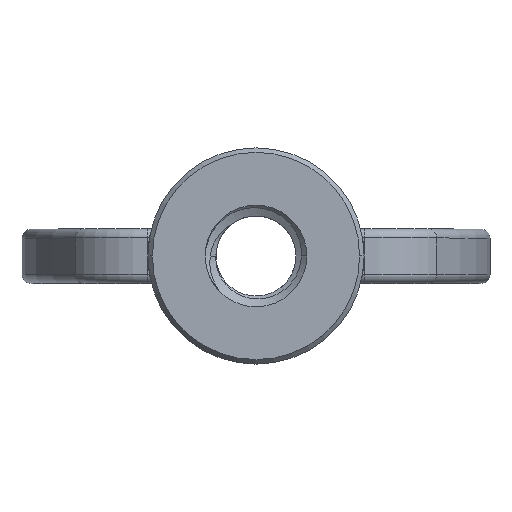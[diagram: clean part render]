
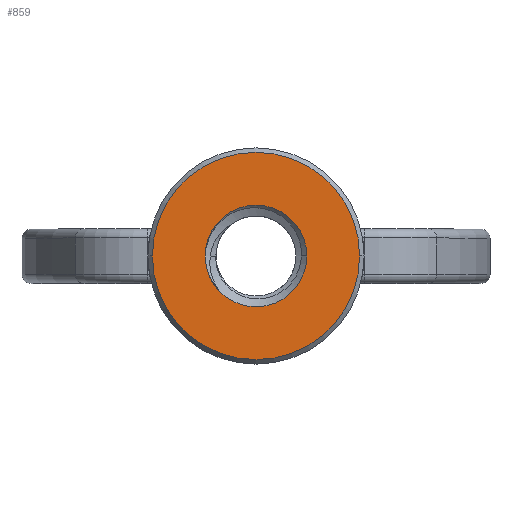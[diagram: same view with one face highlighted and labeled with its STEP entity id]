
A CAD part, top view. The second image highlights one B-rep face of the part: STEP entity #859.
In plain terms, the highlighted planar face has unit normal (0, 0, 1).
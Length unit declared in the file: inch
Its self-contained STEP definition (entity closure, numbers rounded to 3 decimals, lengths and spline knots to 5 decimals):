
#11 = EDGE_CURVE ( 'NONE', #3491, #2201, #2200, .T. ) ;
#134 = ORIENTED_EDGE ( 'NONE', *, *, #11, .F. ) ;
#156 = CARTESIAN_POINT ( 'NONE',  ( 0., 0., 0. ) ) ;
#285 = CARTESIAN_POINT ( 'NONE',  ( -0.095, 0., 0. ) ) ;
#455 = CARTESIAN_POINT ( 'NONE',  ( -0.06778, -0.06656, 0. ) ) ;
#527 = EDGE_CURVE ( 'NONE', #3327, #3491, #3438, .T. ) ;
#587 = AXIS2_PLACEMENT_3D ( 'NONE', #2594, #2648, #2104 ) ;
#627 = ORIENTED_EDGE ( 'NONE', *, *, #1995, .T. ) ;
#710 = CARTESIAN_POINT ( 'NONE',  ( 0.19378, 0., 0. ) ) ;
#762 = VERTEX_POINT ( 'NONE', #1358 ) ;
#767 = CARTESIAN_POINT ( 'NONE',  ( 0.095, 0., 0. ) ) ;
#859 = ADVANCED_FACE ( 'NONE', ( #1264, #2160 ), #1374, .T. ) ;
#925 = DIRECTION ( 'NONE',  ( 0., 0., 1. ) ) ;
#1148 = ORIENTED_EDGE ( 'NONE', *, *, #1271, .F. ) ;
#1221 = CARTESIAN_POINT ( 'NONE',  ( 0., 0., 0. ) ) ;
#1264 = FACE_OUTER_BOUND ( 'NONE', #2383, .T. ) ;
#1271 = EDGE_CURVE ( 'NONE', #2201, #3327, #3485, .T. ) ;
#1307 = ORIENTED_EDGE ( 'NONE', *, *, #2531, .T. ) ;
#1332 = ORIENTED_EDGE ( 'NONE', *, *, #527, .F. ) ;
#1358 = CARTESIAN_POINT ( 'NONE',  ( -0.19378, 0., 0. ) ) ;
#1362 = CARTESIAN_POINT ( 'NONE',  ( 0., 0., 0. ) ) ;
#1374 = PLANE ( 'NONE',  #2081 ) ;
#1448 = CIRCLE ( 'NONE', #3213, 0.19378 ) ;
#1603 = AXIS2_PLACEMENT_3D ( 'NONE', #156, #1698, #2045 ) ;
#1698 = DIRECTION ( 'NONE',  ( 0., 0., 1. ) ) ;
#1746 = DIRECTION ( 'NONE',  ( 1., 0., 0. ) ) ;
#1771 = DIRECTION ( 'NONE',  ( 0., 0., 1. ) ) ;
#1891 = DIRECTION ( 'NONE',  ( 0., 0., 1. ) ) ;
#1934 = DIRECTION ( 'NONE',  ( 1., 0., 0. ) ) ;
#1995 = EDGE_CURVE ( 'NONE', #2084, #762, #1448, .T. ) ;
#2002 = DIRECTION ( 'NONE',  ( 1., 0., 0. ) ) ;
#2045 = DIRECTION ( 'NONE',  ( 1., 0., 0. ) ) ;
#2081 = AXIS2_PLACEMENT_3D ( 'NONE', #3262, #1891, #3250 ) ;
#2084 = VERTEX_POINT ( 'NONE', #710 ) ;
#2104 = DIRECTION ( 'NONE',  ( 1., 0., 0. ) ) ;
#2160 = FACE_BOUND ( 'NONE', #2227, .T. ) ;
#2200 = CIRCLE ( 'NONE', #587, 0.095 ) ;
#2201 = VERTEX_POINT ( 'NONE', #455 ) ;
#2211 = DIRECTION ( 'NONE',  ( 0., 0., 1. ) ) ;
#2227 = EDGE_LOOP ( 'NONE', ( #1148, #134, #1332 ) ) ;
#2383 = EDGE_LOOP ( 'NONE', ( #1307, #627 ) ) ;
#2502 = AXIS2_PLACEMENT_3D ( 'NONE', #1362, #2211, #1934 ) ;
#2531 = EDGE_CURVE ( 'NONE', #762, #2084, #3441, .T. ) ;
#2594 = CARTESIAN_POINT ( 'NONE',  ( 0., 0., 0. ) ) ;
#2648 = DIRECTION ( 'NONE',  ( 0., 0., 1. ) ) ;
#3044 = AXIS2_PLACEMENT_3D ( 'NONE', #3084, #925, #2002 ) ;
#3084 = CARTESIAN_POINT ( 'NONE',  ( 0., 0., 0. ) ) ;
#3213 = AXIS2_PLACEMENT_3D ( 'NONE', #1221, #1771, #1746 ) ;
#3250 = DIRECTION ( 'NONE',  ( 1., 0., 0. ) ) ;
#3262 = CARTESIAN_POINT ( 'NONE',  ( 0., 0., 0. ) ) ;
#3327 = VERTEX_POINT ( 'NONE', #767 ) ;
#3438 = CIRCLE ( 'NONE', #2502, 0.095 ) ;
#3441 = CIRCLE ( 'NONE', #1603, 0.19378 ) ;
#3485 = CIRCLE ( 'NONE', #3044, 0.095 ) ;
#3491 = VERTEX_POINT ( 'NONE', #285 ) ;
